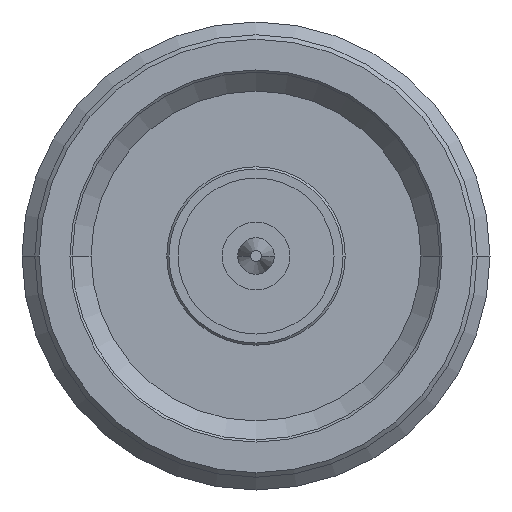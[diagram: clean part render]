
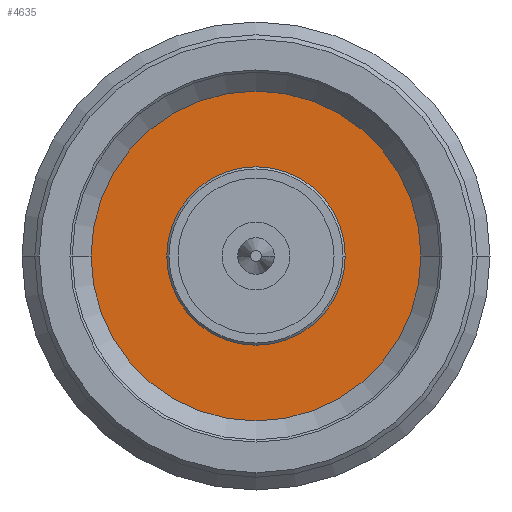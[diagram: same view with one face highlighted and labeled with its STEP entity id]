
A CAD part, left-side view. The second image highlights one B-rep face of the part: STEP entity #4635.
In plain terms, the highlighted planar face has unit normal (-1, 0, 0).
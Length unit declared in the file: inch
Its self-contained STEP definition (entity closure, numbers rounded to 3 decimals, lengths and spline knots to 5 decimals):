
#34 = DIRECTION ( 'NONE',  ( 0., 1., 0. ) ) ;
#56 = CARTESIAN_POINT ( 'NONE',  ( 0.44094, 0., 0. ) ) ;
#205 = ORIENTED_EDGE ( 'NONE', *, *, #1894, .F. ) ;
#403 = PLANE ( 'NONE',  #2856 ) ;
#488 = EDGE_LOOP ( 'NONE', ( #205, #2122 ) ) ;
#564 = VERTEX_POINT ( 'NONE', #1648 ) ;
#611 = DIRECTION ( 'NONE',  ( -1., 0., 0. ) ) ;
#676 = EDGE_LOOP ( 'NONE', ( #2007, #2506 ) ) ;
#811 = DIRECTION ( 'NONE',  ( -1., 0., 0. ) ) ;
#871 = CIRCLE ( 'NONE', #2139, 0.15768 ) ;
#887 = DIRECTION ( 'NONE',  ( 0., 1., 0. ) ) ;
#957 = CIRCLE ( 'NONE', #3717, 0.34843 ) ;
#983 = CARTESIAN_POINT ( 'NONE',  ( 0.44094, 0.15768, 0. ) ) ;
#1159 = DIRECTION ( 'NONE',  ( 0., 0., 1. ) ) ;
#1473 = CARTESIAN_POINT ( 'NONE',  ( 0.44094, 0., 0. ) ) ;
#1479 = DIRECTION ( 'NONE',  ( -1., 0., 0. ) ) ;
#1520 = DIRECTION ( 'NONE',  ( 1., 0., 0. ) ) ;
#1648 = CARTESIAN_POINT ( 'NONE',  ( 0.44094, -0.15768, 0. ) ) ;
#1894 = EDGE_CURVE ( 'NONE', #3048, #3981, #3467, .T. ) ;
#1919 = CARTESIAN_POINT ( 'NONE',  ( 0.44094, 0., 0. ) ) ;
#1921 = CIRCLE ( 'NONE', #3822, 0.15768 ) ;
#1959 = CARTESIAN_POINT ( 'NONE',  ( 0.44094, -0.34843, 0. ) ) ;
#2007 = ORIENTED_EDGE ( 'NONE', *, *, #4626, .F. ) ;
#2119 = DIRECTION ( 'NONE',  ( 0., 1., 0. ) ) ;
#2122 = ORIENTED_EDGE ( 'NONE', *, *, #2203, .T. ) ;
#2139 = AXIS2_PLACEMENT_3D ( 'NONE', #1919, #811, #34 ) ;
#2203 = EDGE_CURVE ( 'NONE', #3048, #3981, #957, .T. ) ;
#2223 = CARTESIAN_POINT ( 'NONE',  ( 0.44094, 0.34843, 0. ) ) ;
#2263 = FACE_OUTER_BOUND ( 'NONE', #488, .T. ) ;
#2506 = ORIENTED_EDGE ( 'NONE', *, *, #2586, .T. ) ;
#2523 = AXIS2_PLACEMENT_3D ( 'NONE', #1473, #1520, #4871 ) ;
#2586 = EDGE_CURVE ( 'NONE', #4032, #564, #1921, .T. ) ;
#2856 = AXIS2_PLACEMENT_3D ( 'NONE', #56, #1479, #1159 ) ;
#3037 = FACE_BOUND ( 'NONE', #676, .T. ) ;
#3048 = VERTEX_POINT ( 'NONE', #2223 ) ;
#3467 = CIRCLE ( 'NONE', #2523, 0.34843 ) ;
#3658 = CARTESIAN_POINT ( 'NONE',  ( 0.44094, 0., 0. ) ) ;
#3717 = AXIS2_PLACEMENT_3D ( 'NONE', #3658, #611, #2119 ) ;
#3822 = AXIS2_PLACEMENT_3D ( 'NONE', #4592, #4563, #887 ) ;
#3981 = VERTEX_POINT ( 'NONE', #1959 ) ;
#4032 = VERTEX_POINT ( 'NONE', #983 ) ;
#4563 = DIRECTION ( 'NONE',  ( 1., 0., 0. ) ) ;
#4592 = CARTESIAN_POINT ( 'NONE',  ( 0.44094, 0., 0. ) ) ;
#4626 = EDGE_CURVE ( 'NONE', #4032, #564, #871, .T. ) ;
#4635 = ADVANCED_FACE ( 'NONE', ( #3037, #2263 ), #403, .T. ) ;
#4871 = DIRECTION ( 'NONE',  ( 0., 1., 0. ) ) ;
